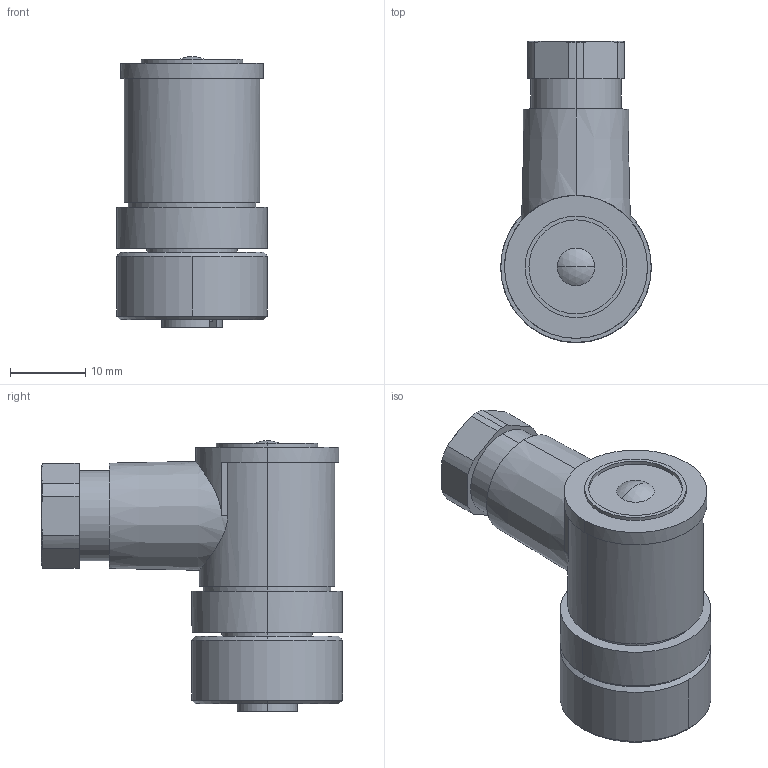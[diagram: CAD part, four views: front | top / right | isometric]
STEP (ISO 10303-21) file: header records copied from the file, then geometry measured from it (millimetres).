
FILE_DESCRIPTION(('CATIA V5 STEP Exchange','CAx-IF Rec.Pracs.--- Model Styling and Organization---1.4--- 2014-01-23'),'2;1');
FILE_NAME ('028518-4_0', '2020-11-05T08:01:49+00:00', ('none'), ('Weidmueller'), 'CATIA Version 5-6 Release 2016 SP3 HF44', 'CATIA V5 STEP AP214', 'none');
FILE_SCHEMA(('AUTOMOTIVE_DESIGN { 1 0 10303 214 1 1 1 1 }'));
Length unit declared in the file: millimetre
Products named in the file (1): 1962630000
Bounding box: 20.05 x 40.02 x 36 mm (x, y, z)
Volume: 11522.5 mm3; surface area: 5339 mm2
Topology: 1 solids, 1 shells, 109 faces, 261 edges, 173 vertices
Faces by surface type: cylinder 53, plane 40, cone 14, sphere 2
Entity records: 3873 total; most frequent: CARTESIAN_POINT 1319, ORIENTED_EDGE 522, DIRECTION 414, EDGE_CURVE 261, AXIS2_PLACEMENT_3D 198, VERTEX_POINT 173, EDGE_LOOP 128, ADVANCED_FACE 109
